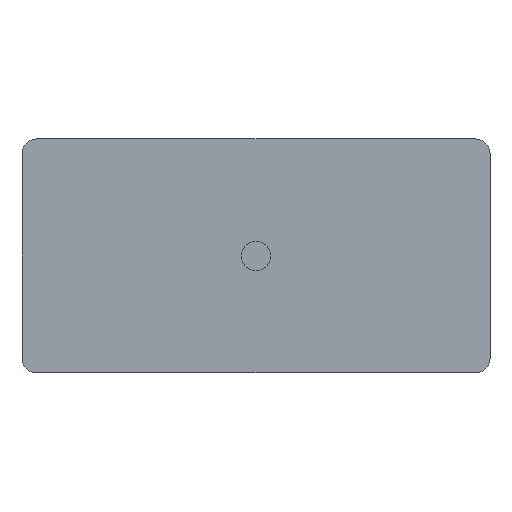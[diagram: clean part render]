
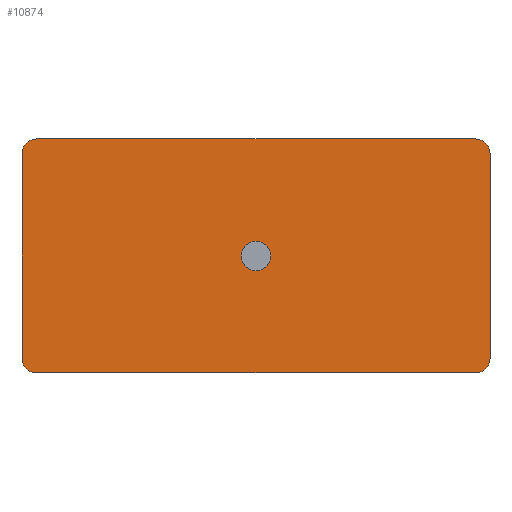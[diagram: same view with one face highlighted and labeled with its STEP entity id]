
A CAD part, front view. The second image highlights one B-rep face of the part: STEP entity #10874.
In plain terms, the highlighted planar face has unit normal (0, -1, 0).
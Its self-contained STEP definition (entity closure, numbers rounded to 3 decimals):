
#532=CARTESIAN_POINT('',(-1.0,-18.0,0.0));
#533=VERTEX_POINT('',#532);
#549=CARTESIAN_POINT('',(1.0,-18.0,0.));
#550=VERTEX_POINT('',#549);
#557=CARTESIAN_POINT('',(0.,-18.0,0.0));
#558=DIRECTION('',(0.0,1.0,0.0));
#559=DIRECTION('',(-1.0,0.0,0.0));
#560=AXIS2_PLACEMENT_3D('',#557,#558,#559);
#561=CIRCLE('',#560,1.0);
#562=EDGE_CURVE('',#533,#550,#561,.T.);
#614=CARTESIAN_POINT('',(15.707,-18.0,-7.707));
#615=VERTEX_POINT('',#614);
#624=CARTESIAN_POINT('',(15.,-18.0,-8.0));
#625=VERTEX_POINT('',#624);
#626=CARTESIAN_POINT('',(15.,-18.0,-7.0));
#627=DIRECTION('',(0.0,1.,0.0));
#628=DIRECTION('',(0.707,0.0,-0.707));
#629=AXIS2_PLACEMENT_3D('',#626,#627,#628);
#630=CIRCLE('',#629,1.);
#631=EDGE_CURVE('',#615,#625,#630,.T.);
#658=CARTESIAN_POINT('',(15.707,-18.0,7.707));
#659=VERTEX_POINT('',#658);
#675=CARTESIAN_POINT('',(15.,-18.0,8.0));
#676=VERTEX_POINT('',#675);
#683=CARTESIAN_POINT('',(15.,-18.0,7.0));
#684=DIRECTION('',(0.0,1.,0.0));
#685=DIRECTION('',(0.707,0.0,0.707));
#686=AXIS2_PLACEMENT_3D('',#683,#684,#685);
#687=CIRCLE('',#686,1.);
#688=EDGE_CURVE('',#676,#659,#687,.T.);
#698=CARTESIAN_POINT('',(-15.707,-18.0,7.707));
#699=VERTEX_POINT('',#698);
#708=CARTESIAN_POINT('',(-15.0,-18.,8.0));
#709=VERTEX_POINT('',#708);
#710=CARTESIAN_POINT('',(-15.0,-18.0,7.0));
#711=DIRECTION('',(0.0,1.,0.0));
#712=DIRECTION('',(-0.707,0.0,0.707));
#713=AXIS2_PLACEMENT_3D('',#710,#711,#712);
#714=CIRCLE('',#713,1.);
#715=EDGE_CURVE('',#699,#709,#714,.T.);
#742=CARTESIAN_POINT('',(-15.707,-18.0,-7.707));
#743=VERTEX_POINT('',#742);
#759=CARTESIAN_POINT('',(-15.0,-18.,-8.0));
#760=VERTEX_POINT('',#759);
#767=CARTESIAN_POINT('',(-15.0,-18.0,-7.0));
#768=DIRECTION('',(0.0,1.,0.0));
#769=DIRECTION('',(-0.707,0.0,-0.707));
#770=AXIS2_PLACEMENT_3D('',#767,#768,#769);
#771=CIRCLE('',#770,1.);
#772=EDGE_CURVE('',#760,#743,#771,.T.);
#10599=CARTESIAN_POINT('',(-16.0,-18.0,-7.0));
#10600=VERTEX_POINT('',#10599);
#10601=CARTESIAN_POINT('',(-15.0,-18.0,-7.0));
#10602=DIRECTION('',(0.0,1.,0.0));
#10603=DIRECTION('',(-0.707,0.0,-0.707));
#10604=AXIS2_PLACEMENT_3D('',#10601,#10602,#10603);
#10605=CIRCLE('',#10604,1.);
#10606=EDGE_CURVE('',#743,#10600,#10605,.T.);
#10639=CARTESIAN_POINT('',(-15.0,-18.,-8.0));
#10640=DIRECTION('',(1.0,0.0,0.0));
#10641=VECTOR('',#10640,30.);
#10642=LINE('',#10639,#10641);
#10643=EDGE_CURVE('',#760,#625,#10642,.T.);
#10754=CARTESIAN_POINT('',(-16.0,-18.0,7.0));
#10755=VERTEX_POINT('',#10754);
#10762=CARTESIAN_POINT('',(-15.0,-18.0,7.0));
#10763=DIRECTION('',(0.0,1.,0.0));
#10764=DIRECTION('',(-0.707,0.0,0.707));
#10765=AXIS2_PLACEMENT_3D('',#10762,#10763,#10764);
#10766=CIRCLE('',#10765,1.);
#10767=EDGE_CURVE('',#10755,#699,#10766,.T.);
#10778=CARTESIAN_POINT('',(15.,-18.0,8.0));
#10779=DIRECTION('',(-1.0,0.0,0.0));
#10780=VECTOR('',#10779,30.);
#10781=LINE('',#10778,#10780);
#10782=EDGE_CURVE('',#676,#709,#10781,.T.);
#10819=CARTESIAN_POINT('',(16.0,-18.0,-8.0));
#10820=DIRECTION('',(0.0,-1.0,0.0));
#10821=DIRECTION('',(0.0,0.0,-1.0));
#10822=AXIS2_PLACEMENT_3D('',#10819,#10820,#10821);
#10823=PLANE('',#10822);
#10824=ORIENTED_EDGE('',*,*,#772,.F.);
#10825=ORIENTED_EDGE('',*,*,#10643,.T.);
#10826=ORIENTED_EDGE('',*,*,#631,.F.);
#10827=CARTESIAN_POINT('',(16.0,-18.0,-7.0));
#10828=VERTEX_POINT('',#10827);
#10829=CARTESIAN_POINT('',(15.,-18.0,-7.0));
#10830=DIRECTION('',(0.0,1.,0.0));
#10831=DIRECTION('',(0.707,0.0,-0.707));
#10832=AXIS2_PLACEMENT_3D('',#10829,#10830,#10831);
#10833=CIRCLE('',#10832,1.);
#10834=EDGE_CURVE('',#10828,#615,#10833,.T.);
#10835=ORIENTED_EDGE('',*,*,#10834,.F.);
#10836=CARTESIAN_POINT('',(16.0,-18.0,7.0));
#10837=VERTEX_POINT('',#10836);
#10838=CARTESIAN_POINT('',(16.0,-18.0,-7.0));
#10839=DIRECTION('',(0.0,0.0,1.0));
#10840=VECTOR('',#10839,14.0);
#10841=LINE('',#10838,#10840);
#10842=EDGE_CURVE('',#10828,#10837,#10841,.T.);
#10843=ORIENTED_EDGE('',*,*,#10842,.T.);
#10844=CARTESIAN_POINT('',(15.,-18.0,7.0));
#10845=DIRECTION('',(0.0,1.,0.0));
#10846=DIRECTION('',(0.707,0.0,0.707));
#10847=AXIS2_PLACEMENT_3D('',#10844,#10845,#10846);
#10848=CIRCLE('',#10847,1.);
#10849=EDGE_CURVE('',#659,#10837,#10848,.T.);
#10850=ORIENTED_EDGE('',*,*,#10849,.F.);
#10851=ORIENTED_EDGE('',*,*,#688,.F.);
#10852=ORIENTED_EDGE('',*,*,#10782,.T.);
#10853=ORIENTED_EDGE('',*,*,#715,.F.);
#10854=ORIENTED_EDGE('',*,*,#10767,.F.);
#10855=CARTESIAN_POINT('',(-16.0,-18.0,-7.0));
#10856=DIRECTION('',(0.0,0.0,1.0));
#10857=VECTOR('',#10856,14.0);
#10858=LINE('',#10855,#10857);
#10859=EDGE_CURVE('',#10600,#10755,#10858,.T.);
#10860=ORIENTED_EDGE('',*,*,#10859,.F.);
#10861=ORIENTED_EDGE('',*,*,#10606,.F.);
#10862=EDGE_LOOP('',(#10824,#10825,#10826,#10835,#10843,#10850,#10851,#10852,#10853,#10854,#10860,#10861));
#10863=FACE_OUTER_BOUND('',#10862,.T.);
#10864=ORIENTED_EDGE('',*,*,#562,.T.);
#10865=CARTESIAN_POINT('',(0.,-18.0,0.0));
#10866=DIRECTION('',(0.0,1.0,0.0));
#10867=DIRECTION('',(-1.0,0.0,0.0));
#10868=AXIS2_PLACEMENT_3D('',#10865,#10866,#10867);
#10869=CIRCLE('',#10868,1.0);
#10870=EDGE_CURVE('',#550,#533,#10869,.T.);
#10871=ORIENTED_EDGE('',*,*,#10870,.T.);
#10872=EDGE_LOOP('',(#10864,#10871));
#10873=FACE_BOUND('',#10872,.T.);
#10874=ADVANCED_FACE('',(#10863,#10873),#10823,.T.);
